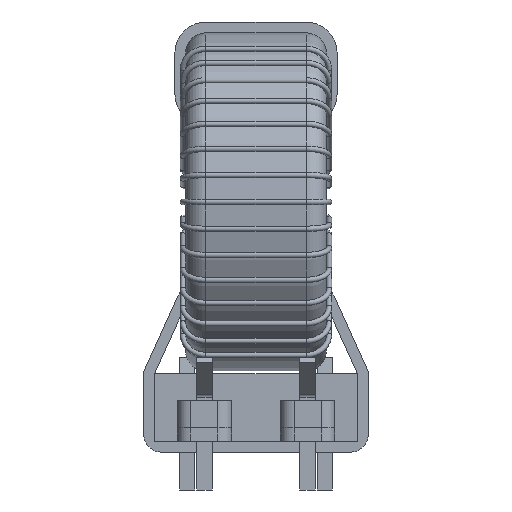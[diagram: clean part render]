
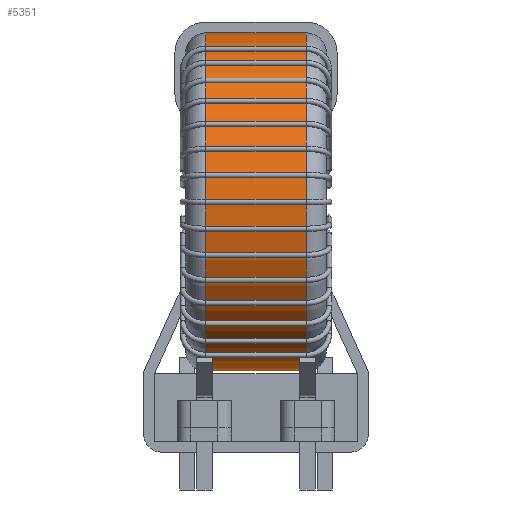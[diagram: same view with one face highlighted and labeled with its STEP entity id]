
A CAD part, left-side view. The second image highlights one B-rep face of the part: STEP entity #5351.
In plain terms, the highlighted cylindrical face has radius 12.5 mm (diameter 25 mm), a full revolution.
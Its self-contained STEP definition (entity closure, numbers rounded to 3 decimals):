
#16=CYLINDRICAL_SURFACE($,#5887,12.5);
#181=FACE_BOUND($,#1394,.T.);
#433=CIRCLE($,#5886,12.5);
#434=CIRCLE($,#5888,12.5);
#963=FACE_OUTER_BOUND($,#1393,.T.);
#1393=EDGE_LOOP($,(#3975));
#1394=EDGE_LOOP($,(#3976));
#2731=VERTEX_POINT($,#8563);
#2732=VERTEX_POINT($,#8566);
#3267=EDGE_CURVE($,#2731,#2731,#433,.T.);
#3268=EDGE_CURVE($,#2732,#2732,#434,.T.);
#3975=ORIENTED_EDGE($,*,*,#3268,.F.);
#3976=ORIENTED_EDGE($,*,*,#3267,.F.);
#5351=ADVANCED_FACE($,(#963,#181),#16,.T.);
#5886=AXIS2_PLACEMENT_3D($,#8564,#6722,#6723);
#5887=AXIS2_PLACEMENT_3D($,#8565,#6724,#6725);
#5888=AXIS2_PLACEMENT_3D($,#8567,#6726,#6727);
#6722=DIRECTION('center_axis',(0.,-1.,0.));
#6723=DIRECTION('ref_axis',(-1.,0.,0.));
#6724=DIRECTION('center_axis',(0.,-1.,0.));
#6725=DIRECTION('ref_axis',(-1.,0.,0.));
#6726=DIRECTION('center_axis',(0.,1.,0.));
#6727=DIRECTION('ref_axis',(-1.,0.,0.));
#8563=CARTESIAN_POINT('',(12.5,-3.7,17.7));
#8564=CARTESIAN_POINT('Origin',(0.,-3.7,17.7));
#8565=CARTESIAN_POINT('Origin',(0.,5.2,17.7));
#8566=CARTESIAN_POINT('',(12.5,3.7,17.7));
#8567=CARTESIAN_POINT('Origin',(0.,3.7,17.7));
